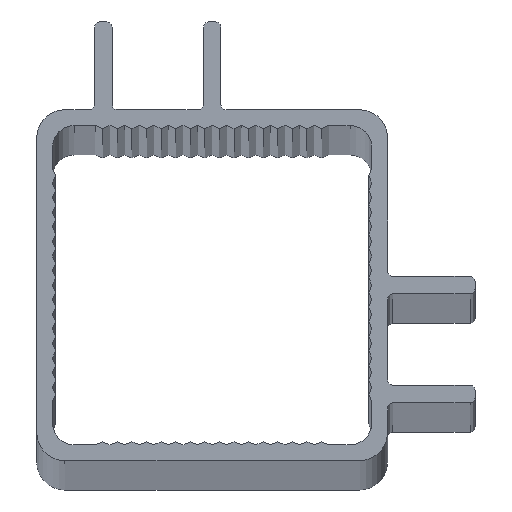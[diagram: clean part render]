
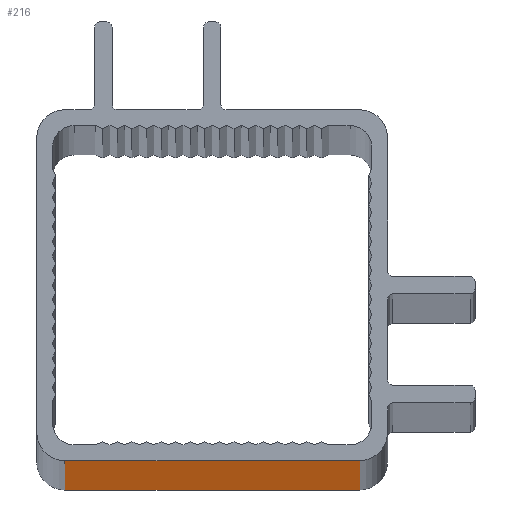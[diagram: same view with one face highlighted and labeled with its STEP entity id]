
A CAD part, top view. The second image highlights one B-rep face of the part: STEP entity #216.
In plain terms, the highlighted planar face has unit normal (0, -1, 0).
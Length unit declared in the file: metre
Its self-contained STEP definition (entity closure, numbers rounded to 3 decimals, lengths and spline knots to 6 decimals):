
#216=ADVANCED_FACE('',(#602),#603,.F.);
#602=FACE_OUTER_BOUND('',#1157,.T.);
#603=PLANE('',#1158);
#1157=EDGE_LOOP('',(#1731,#1732,#1733,#1734));
#1158=AXIS2_PLACEMENT_3D('',#1735,#1736,#1737);
#1731=ORIENTED_EDGE('',*,*,#3524,.T.);
#1732=ORIENTED_EDGE('',*,*,#3525,.F.);
#1733=ORIENTED_EDGE('',*,*,#3526,.F.);
#1734=ORIENTED_EDGE('',*,*,#3527,.T.);
#1735=CARTESIAN_POINT('',(0.310298,0.123224,0.0));
#1736=DIRECTION('',(0.0,1.0,0.0));
#1737=DIRECTION('',(0.0,0.0,1.0));
#3524=EDGE_CURVE('',#4266,#4267,#4268,.T.);
#3525=EDGE_CURVE('',#4269,#4267,#4270,.T.);
#3526=EDGE_CURVE('',#4271,#4269,#4272,.T.);
#3527=EDGE_CURVE('',#4271,#4266,#4273,.T.);
#4266=VERTEX_POINT('',#5366);
#4267=VERTEX_POINT('',#5367);
#4268=LINE('',#5368,#5369);
#4269=VERTEX_POINT('',#5370);
#4270=LINE('',#5371,#5372);
#4271=VERTEX_POINT('',#5373);
#4272=LINE('',#5374,#5375);
#4273=LINE('',#5376,#5377);
#5366=CARTESIAN_POINT('',(0.288962,0.123224,-1.2192));
#5367=CARTESIAN_POINT('',(0.310298,0.123224,-1.2192));
#5368=CARTESIAN_POINT('',(0.310298,0.123224,-1.2192));
#5369=VECTOR('',#6900,1.0);
#5370=CARTESIAN_POINT('',(0.310298,0.123224,0.0));
#5371=CARTESIAN_POINT('',(0.310298,0.123224,0.0));
#5372=VECTOR('',#6901,1.0);
#5373=CARTESIAN_POINT('',(0.288962,0.123224,0.0));
#5374=CARTESIAN_POINT('',(0.310298,0.123224,0.0));
#5375=VECTOR('',#6902,1.0);
#5376=CARTESIAN_POINT('',(0.288962,0.123224,0.0));
#5377=VECTOR('',#6903,1.0);
#6900=DIRECTION('',(1.0,0.0,0.0));
#6901=DIRECTION('',(0.0,0.0,-1.0));
#6902=DIRECTION('',(1.0,0.0,0.0));
#6903=DIRECTION('',(0.0,0.0,-1.0));
